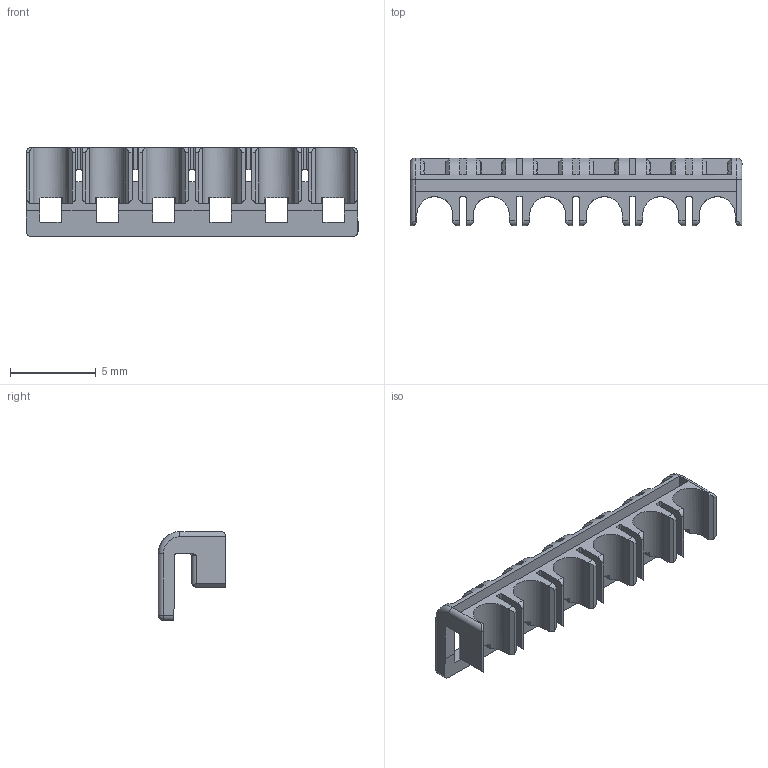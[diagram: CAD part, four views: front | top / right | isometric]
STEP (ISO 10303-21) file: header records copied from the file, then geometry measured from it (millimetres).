
FILE_DESCRIPTION(('Creo Elements/Direct Modeling STEP Export'),'2;1');
FILE_NAME('DF33C-6RS-3.3.stp','2016-05-27T17:41:51',(''),(''),'Creo Elements/Direct Modeling STEP processor for AP214 (Solid Model)','Creo Elements/Direct Modeling 18.1E 22-Nov-2013 (C) Parametric Technology GmbH','');
FILE_SCHEMA(('AUTOMOTIVE_DESIGN { 1 0 10303 214 1 1 1 1 }'));
Length unit declared in the file: millimetre
Products named in the file (1): DF33C-6RS-3.3
Bounding box: 19.4 x 3.95 x 5.2 mm (x, y, z)
Volume: 117.4 mm3; surface area: 521.9 mm2
Topology: 1 solids, 1 shells, 292 faces, 866 edges, 552 vertices
Faces by surface type: plane 174, cylinder 90, torus 14, cone 12, sphere 2
Entity records: 9972 total; most frequent: CARTESIAN_POINT 2025, ORIENTED_EDGE 1728, DIRECTION 1638, EDGE_CURVE 864, VECTOR 576, LINE 576, VERTEX_POINT 552, AXIS2_PLACEMENT_3D 531
